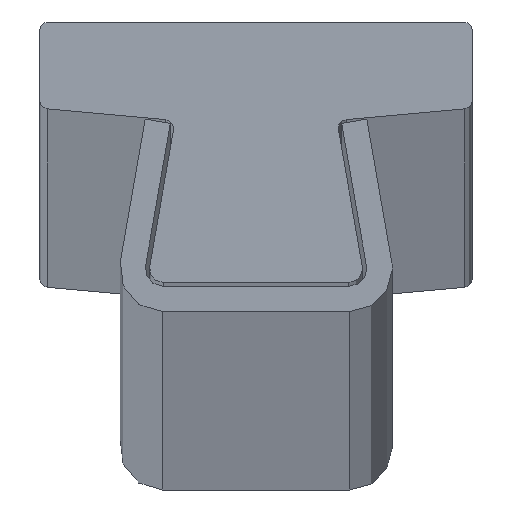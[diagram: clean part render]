
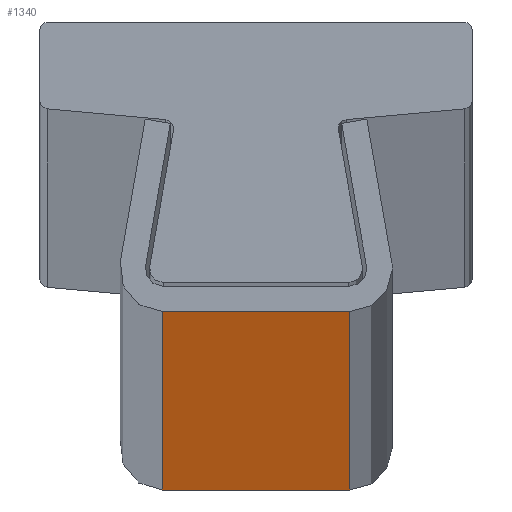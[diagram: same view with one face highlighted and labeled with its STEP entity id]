
A CAD part, top view. The second image highlights one B-rep face of the part: STEP entity #1340.
In plain terms, the highlighted planar face has unit normal (0, -1, 0).
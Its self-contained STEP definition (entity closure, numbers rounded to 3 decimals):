
#15 = CARTESIAN_POINT ( 'NONE',  ( -5.5, -4.958, 0. ) ) ;
#61 = CARTESIAN_POINT ( 'NONE',  ( -5.5, -4.958, -6000. ) ) ;
#62 = EDGE_CURVE ( 'NONE', #1413, #1365, #1069, .T. ) ;
#87 = DIRECTION ( 'NONE',  ( 0., 0., 1. ) ) ;
#143 = LINE ( 'NONE', #541, #937 ) ;
#232 = PLANE ( 'NONE',  #1559 ) ;
#281 = CARTESIAN_POINT ( 'NONE',  ( 5.5, -4.958, 0. ) ) ;
#381 = VERTEX_POINT ( 'NONE', #1436 ) ;
#397 = CARTESIAN_POINT ( 'NONE',  ( 5.5, -4.958, -6000. ) ) ;
#487 = VECTOR ( 'NONE', #1589, 1000. ) ;
#510 = EDGE_CURVE ( 'NONE', #381, #1691, #607, .T. ) ;
#536 = EDGE_LOOP ( 'NONE', ( #1438, #1031, #1282, #699 ) ) ;
#538 = DIRECTION ( 'NONE',  ( 1., 0., 0. ) ) ;
#541 = CARTESIAN_POINT ( 'NONE',  ( -5.5, -4.958, -6000. ) ) ;
#545 = VECTOR ( 'NONE', #538, 1000. ) ;
#546 = CARTESIAN_POINT ( 'NONE',  ( 5.5, -4.958, -6000. ) ) ;
#585 = CARTESIAN_POINT ( 'NONE',  ( -5.5, -4.958, 0. ) ) ;
#607 = LINE ( 'NONE', #61, #620 ) ;
#620 = VECTOR ( 'NONE', #87, 1000. ) ;
#667 = LINE ( 'NONE', #585, #545 ) ;
#699 = ORIENTED_EDGE ( 'NONE', *, *, #62, .T. ) ;
#745 = CARTESIAN_POINT ( 'NONE',  ( -5.5, -4.958, -6000. ) ) ;
#937 = VECTOR ( 'NONE', #1066, 1000. ) ;
#975 = EDGE_CURVE ( 'NONE', #381, #1413, #143, .T. ) ;
#1031 = ORIENTED_EDGE ( 'NONE', *, *, #510, .F. ) ;
#1066 = DIRECTION ( 'NONE',  ( 1., 0., 0. ) ) ;
#1069 = LINE ( 'NONE', #546, #487 ) ;
#1282 = ORIENTED_EDGE ( 'NONE', *, *, #975, .T. ) ;
#1302 = DIRECTION ( 'NONE',  ( 0., 0., -1. ) ) ;
#1340 = ADVANCED_FACE ( 'NONE', ( #1671 ), #232, .T. ) ;
#1365 = VERTEX_POINT ( 'NONE', #281 ) ;
#1413 = VERTEX_POINT ( 'NONE', #397 ) ;
#1423 = DIRECTION ( 'NONE',  ( 0., -1., 0. ) ) ;
#1436 = CARTESIAN_POINT ( 'NONE',  ( -5.5, -4.958, -6000. ) ) ;
#1438 = ORIENTED_EDGE ( 'NONE', *, *, #1629, .F. ) ;
#1559 = AXIS2_PLACEMENT_3D ( 'NONE', #745, #1423, #1302 ) ;
#1589 = DIRECTION ( 'NONE',  ( 0., 0., 1. ) ) ;
#1629 = EDGE_CURVE ( 'NONE', #1691, #1365, #667, .T. ) ;
#1671 = FACE_OUTER_BOUND ( 'NONE', #536, .T. ) ;
#1691 = VERTEX_POINT ( 'NONE', #15 ) ;
